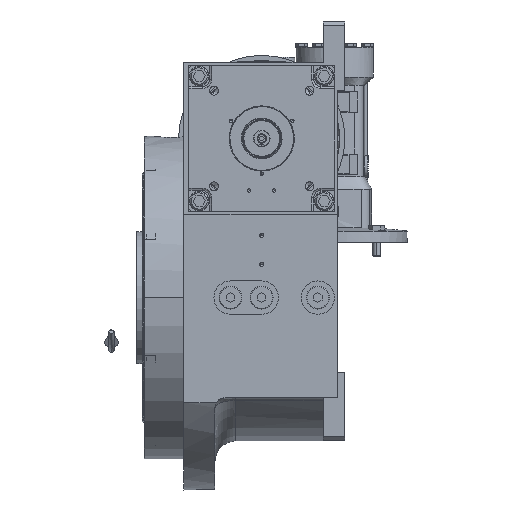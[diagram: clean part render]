
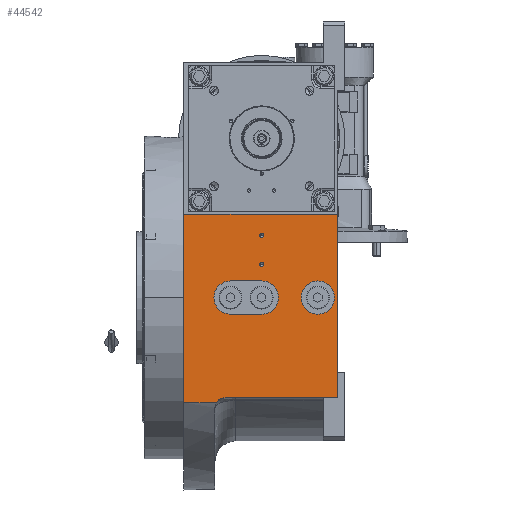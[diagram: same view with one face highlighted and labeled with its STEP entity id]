
A CAD part, left-side view. The second image highlights one B-rep face of the part: STEP entity #44542.
In plain terms, the highlighted planar face has unit normal (-1, 0, 0).
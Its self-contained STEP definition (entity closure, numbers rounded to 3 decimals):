
#793 = VERTEX_POINT ( 'NONE', #101456 ) ;
#1280 = LINE ( 'NONE', #64481, #22298 ) ;
#5049 = DIRECTION ( 'NONE',  ( 0., 0., 1. ) ) ;
#5060 = AXIS2_PLACEMENT_3D ( 'NONE', #132302, #49341, #110527 ) ;
#6100 = DIRECTION ( 'NONE',  ( -1., 0., 0. ) ) ;
#6649 = DIRECTION ( 'NONE',  ( -1., 0., 0. ) ) ;
#7152 = CARTESIAN_POINT ( 'NONE',  ( -155., 35., -96. ) ) ;
#9395 = CIRCLE ( 'NONE', #5060, 16. ) ;
#10220 = EDGE_CURVE ( 'NONE', #84297, #87828, #84329, .T. ) ;
#10815 = EDGE_CURVE ( 'NONE', #793, #92304, #63111, .T. ) ;
#11471 = CARTESIAN_POINT ( 'NONE',  ( -155., 0., 16. ) ) ;
#12214 = VERTEX_POINT ( 'NONE', #14337 ) ;
#13213 = VERTEX_POINT ( 'NONE', #47507 ) ;
#14337 = CARTESIAN_POINT ( 'NONE',  ( -155., 30., -16. ) ) ;
#16168 = DIRECTION ( 'NONE',  ( 0., 0., -1. ) ) ;
#16955 = DIRECTION ( 'NONE',  ( 0., 0., 1. ) ) ;
#20793 = EDGE_CURVE ( 'NONE', #134498, #35110, #67457, .T. ) ;
#21551 = CIRCLE ( 'NONE', #38921, 16. ) ;
#21841 = ORIENTED_EDGE ( 'NONE', *, *, #20793, .T. ) ;
#22298 = VECTOR ( 'NONE', #114800, 1000. ) ;
#24307 = VERTEX_POINT ( 'NONE', #40041 ) ;
#26323 = CIRCLE ( 'NONE', #123896, 2.1 ) ;
#26496 = FACE_BOUND ( 'NONE', #63549, .T. ) ;
#30273 = DIRECTION ( 'NONE',  ( -1., 0., 0. ) ) ;
#30564 = ORIENTED_EDGE ( 'NONE', *, *, #106280, .T. ) ;
#32676 = DIRECTION ( 'NONE',  ( 0., 0., 1. ) ) ;
#33803 = EDGE_CURVE ( 'NONE', #92692, #793, #21551, .T. ) ;
#34969 = AXIS2_PLACEMENT_3D ( 'NONE', #89563, #130378, #37229 ) ;
#35110 = VERTEX_POINT ( 'NONE', #131123 ) ;
#35343 = FACE_BOUND ( 'NONE', #77034, .T. ) ;
#36842 = VECTOR ( 'NONE', #124252, 1000. ) ;
#37229 = DIRECTION ( 'NONE',  ( 0., 0.866, 0.5 ) ) ;
#38673 = CIRCLE ( 'NONE', #125488, 16. ) ;
#38921 = AXIS2_PLACEMENT_3D ( 'NONE', #58321, #6649, #16168 ) ;
#39614 = EDGE_CURVE ( 'NONE', #12214, #92692, #1280, .T. ) ;
#40041 = CARTESIAN_POINT ( 'NONE',  ( -155., 75., 80. ) ) ;
#40181 = CARTESIAN_POINT ( 'NONE',  ( -155., -73., -96. ) ) ;
#40220 = CARTESIAN_POINT ( 'NONE',  ( -155., 0., 60. ) ) ;
#40230 = CARTESIAN_POINT ( 'NONE',  ( -155., -73., 80. ) ) ;
#41960 = CARTESIAN_POINT ( 'NONE',  ( -155., 0., 32. ) ) ;
#42783 = EDGE_CURVE ( 'NONE', #84297, #97539, #112198, .T. ) ;
#43260 = CARTESIAN_POINT ( 'NONE',  ( -155., -2.1, 32. ) ) ;
#43367 = ORIENTED_EDGE ( 'NONE', *, *, #10220, .T. ) ;
#44542 = ADVANCED_FACE ( 'NONE', ( #77478, #55738, #26496, #35343, #76800 ), #118265, .T. ) ;
#44883 = EDGE_LOOP ( 'NONE', ( #43367, #30564, #131077, #112797, #121919, #107034 ) ) ;
#45319 = DIRECTION ( 'NONE',  ( 0., 1., 0. ) ) ;
#46517 = DIRECTION ( 'NONE',  ( 0., -1., 0. ) ) ;
#47507 = CARTESIAN_POINT ( 'NONE',  ( -155., 43.657, -100.995 ) ) ;
#49197 = CARTESIAN_POINT ( 'NONE',  ( -155., 75., -100.995 ) ) ;
#49341 = DIRECTION ( 'NONE',  ( -1., 0., 0. ) ) ;
#49821 = CARTESIAN_POINT ( 'NONE',  ( -155., 30., 16. ) ) ;
#50230 = AXIS2_PLACEMENT_3D ( 'NONE', #68890, #90610, #45319 ) ;
#50560 = CARTESIAN_POINT ( 'NONE',  ( -155., -73., -96. ) ) ;
#50852 = CARTESIAN_POINT ( 'NONE',  ( -155., -70., 0. ) ) ;
#52799 = DIRECTION ( 'NONE',  ( 0., -1., 0. ) ) ;
#54360 = VERTEX_POINT ( 'NONE', #65840 ) ;
#55738 = FACE_BOUND ( 'NONE', #93243, .T. ) ;
#56706 = CARTESIAN_POINT ( 'NONE',  ( -155., 30., 0. ) ) ;
#57251 = AXIS2_PLACEMENT_3D ( 'NONE', #68904, #59366, #46517 ) ;
#57750 = CARTESIAN_POINT ( 'NONE',  ( -155., -73., -100.995 ) ) ;
#58321 = CARTESIAN_POINT ( 'NONE',  ( -155., 0., 0. ) ) ;
#58856 = CIRCLE ( 'NONE', #34969, 10. ) ;
#59366 = DIRECTION ( 'NONE',  ( 1., 0., 0. ) ) ;
#60822 = VERTEX_POINT ( 'NONE', #50852 ) ;
#61311 = LINE ( 'NONE', #91247, #73877 ) ;
#63111 = LINE ( 'NONE', #11471, #133868 ) ;
#63549 = EDGE_LOOP ( 'NONE', ( #80870, #21841 ) ) ;
#64481 = CARTESIAN_POINT ( 'NONE',  ( -155., 30., -16. ) ) ;
#65840 = CARTESIAN_POINT ( 'NONE',  ( -155., 2.1, 60. ) ) ;
#67457 = CIRCLE ( 'NONE', #84780, 2.1 ) ;
#67618 = CIRCLE ( 'NONE', #50230, 2.1 ) ;
#68890 = CARTESIAN_POINT ( 'NONE',  ( -155., 0., 32. ) ) ;
#68904 = CARTESIAN_POINT ( 'NONE',  ( -155., 0., 60. ) ) ;
#68932 = EDGE_CURVE ( 'NONE', #113175, #24307, #61311, .T. ) ;
#69955 = EDGE_CURVE ( 'NONE', #35110, #134498, #67618, .T. ) ;
#71514 = DIRECTION ( 'NONE',  ( 0., 0., 1. ) ) ;
#72107 = DIRECTION ( 'NONE',  ( 0., 1., 0. ) ) ;
#73877 = VECTOR ( 'NONE', #71514, 1000. ) ;
#75048 = CARTESIAN_POINT ( 'NONE',  ( -155., -73., 80. ) ) ;
#76800 = FACE_OUTER_BOUND ( 'NONE', #44883, .T. ) ;
#77034 = EDGE_LOOP ( 'NONE', ( #84246, #101078 ) ) ;
#77478 = FACE_BOUND ( 'NONE', #106062, .T. ) ;
#77630 = ORIENTED_EDGE ( 'NONE', *, *, #83427, .F. ) ;
#79155 = EDGE_CURVE ( 'NONE', #54360, #132700, #26323, .T. ) ;
#80870 = ORIENTED_EDGE ( 'NONE', *, *, #69955, .T. ) ;
#81635 = DIRECTION ( 'NONE',  ( 1., 0., 0. ) ) ;
#83088 = EDGE_CURVE ( 'NONE', #89710, #60822, #9395, .T. ) ;
#83427 = EDGE_CURVE ( 'NONE', #92304, #12214, #126617, .T. ) ;
#83660 = EDGE_CURVE ( 'NONE', #132700, #54360, #133259, .T. ) ;
#84246 = ORIENTED_EDGE ( 'NONE', *, *, #79155, .T. ) ;
#84297 = VERTEX_POINT ( 'NONE', #106694 ) ;
#84329 = LINE ( 'NONE', #50560, #120652 ) ;
#84780 = AXIS2_PLACEMENT_3D ( 'NONE', #41960, #123527, #52799 ) ;
#84846 = DIRECTION ( 'NONE',  ( 0., 1., 0. ) ) ;
#86820 = ORIENTED_EDGE ( 'NONE', *, *, #112865, .F. ) ;
#87369 = ORIENTED_EDGE ( 'NONE', *, *, #83088, .F. ) ;
#87766 = ORIENTED_EDGE ( 'NONE', *, *, #33803, .F. ) ;
#87828 = VERTEX_POINT ( 'NONE', #75048 ) ;
#89563 = CARTESIAN_POINT ( 'NONE',  ( -155., 35., -106. ) ) ;
#89710 = VERTEX_POINT ( 'NONE', #100106 ) ;
#90610 = DIRECTION ( 'NONE',  ( 1., 0., 0. ) ) ;
#91247 = CARTESIAN_POINT ( 'NONE',  ( -155., 75., -100.995 ) ) ;
#92304 = VERTEX_POINT ( 'NONE', #49821 ) ;
#92692 = VERTEX_POINT ( 'NONE', #100548 ) ;
#93243 = EDGE_LOOP ( 'NONE', ( #86820, #87369 ) ) ;
#95222 = EDGE_CURVE ( 'NONE', #13213, #97539, #58856, .T. ) ;
#95894 = DIRECTION ( 'NONE',  ( 0., 1., 0. ) ) ;
#97539 = VERTEX_POINT ( 'NONE', #7152 ) ;
#98155 = DIRECTION ( 'NONE',  ( -1., 0., 0. ) ) ;
#100106 = CARTESIAN_POINT ( 'NONE',  ( -155., -38., 0. ) ) ;
#100548 = CARTESIAN_POINT ( 'NONE',  ( -155., 0., -16. ) ) ;
#101078 = ORIENTED_EDGE ( 'NONE', *, *, #83660, .T. ) ;
#101456 = CARTESIAN_POINT ( 'NONE',  ( -155., 0., 16. ) ) ;
#103875 = CARTESIAN_POINT ( 'NONE',  ( -155., 43.657, -100.995 ) ) ;
#104101 = ORIENTED_EDGE ( 'NONE', *, *, #39614, .F. ) ;
#106062 = EDGE_LOOP ( 'NONE', ( #126264, #87766, #104101, #77630 ) ) ;
#106280 = EDGE_CURVE ( 'NONE', #87828, #24307, #133365, .T. ) ;
#106694 = CARTESIAN_POINT ( 'NONE',  ( -155., -73., -96. ) ) ;
#107015 = AXIS2_PLACEMENT_3D ( 'NONE', #56706, #98155, #5049 ) ;
#107034 = ORIENTED_EDGE ( 'NONE', *, *, #42783, .F. ) ;
#110527 = DIRECTION ( 'NONE',  ( 0., 1., 0. ) ) ;
#111920 = AXIS2_PLACEMENT_3D ( 'NONE', #57750, #6100, #16955 ) ;
#112198 = LINE ( 'NONE', #40181, #114056 ) ;
#112718 = LINE ( 'NONE', #103875, #36842 ) ;
#112797 = ORIENTED_EDGE ( 'NONE', *, *, #131853, .F. ) ;
#112865 = EDGE_CURVE ( 'NONE', #60822, #89710, #38673, .T. ) ;
#113175 = VERTEX_POINT ( 'NONE', #49197 ) ;
#114056 = VECTOR ( 'NONE', #122416, 1000. ) ;
#114800 = DIRECTION ( 'NONE',  ( 0., -1., 0. ) ) ;
#118265 = PLANE ( 'NONE',  #111920 ) ;
#120652 = VECTOR ( 'NONE', #32676, 1000. ) ;
#121919 = ORIENTED_EDGE ( 'NONE', *, *, #95222, .T. ) ;
#122416 = DIRECTION ( 'NONE',  ( 0., 1., 0. ) ) ;
#122744 = DIRECTION ( 'NONE',  ( 0., -1., 0. ) ) ;
#123403 = CARTESIAN_POINT ( 'NONE',  ( -155., -54., 0. ) ) ;
#123527 = DIRECTION ( 'NONE',  ( 1., 0., 0. ) ) ;
#123896 = AXIS2_PLACEMENT_3D ( 'NONE', #40220, #81635, #72107 ) ;
#124252 = DIRECTION ( 'NONE',  ( 0., 1., 0. ) ) ;
#125488 = AXIS2_PLACEMENT_3D ( 'NONE', #123403, #30273, #122744 ) ;
#126264 = ORIENTED_EDGE ( 'NONE', *, *, #10815, .F. ) ;
#126617 = CIRCLE ( 'NONE', #107015, 16. ) ;
#128949 = VECTOR ( 'NONE', #95894, 1000. ) ;
#130005 = CARTESIAN_POINT ( 'NONE',  ( -155., -2.1, 60. ) ) ;
#130378 = DIRECTION ( 'NONE',  ( 1., 0., 0. ) ) ;
#131077 = ORIENTED_EDGE ( 'NONE', *, *, #68932, .F. ) ;
#131123 = CARTESIAN_POINT ( 'NONE',  ( -155., 2.1, 32. ) ) ;
#131853 = EDGE_CURVE ( 'NONE', #13213, #113175, #112718, .T. ) ;
#132302 = CARTESIAN_POINT ( 'NONE',  ( -155., -54., 0. ) ) ;
#132700 = VERTEX_POINT ( 'NONE', #130005 ) ;
#133259 = CIRCLE ( 'NONE', #57251, 2.1 ) ;
#133365 = LINE ( 'NONE', #40230, #128949 ) ;
#133868 = VECTOR ( 'NONE', #84846, 1000. ) ;
#134498 = VERTEX_POINT ( 'NONE', #43260 ) ;
